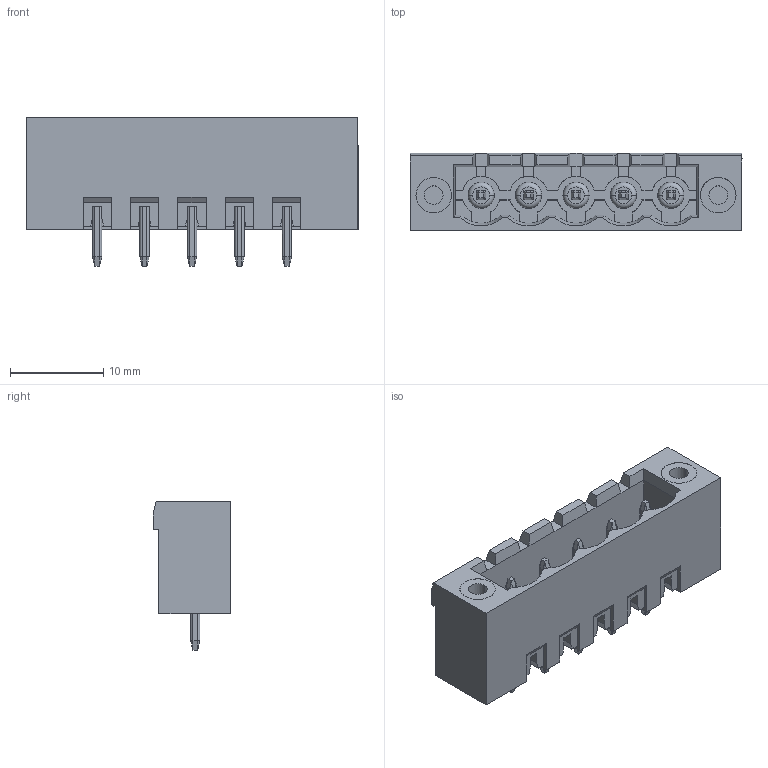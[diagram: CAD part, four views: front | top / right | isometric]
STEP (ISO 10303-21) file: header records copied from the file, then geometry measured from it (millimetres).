
FILE_DESCRIPTION(('CATIA V5 STEP Exchange','CAx-IF Rec.Pracs.--- Model Styling and Organization---1.4--- 2014-01-23'),'2;1');
FILE_NAME ('D1552248_1_2648660000_2648660000.stp','2022-11-24T12:16:42+00:00',('none'),('Weidmueller'),'CATIA Version 5-6 Release 2016 SP3 HF44','CATIA V5 STEP AP214','none');
FILE_SCHEMA(('AUTOMOTIVE_DESIGN { 1 0 10303 214 1 1 1 1 }'));
Products named in the file (1): 2648660000
Bounding box: 35.56 x 8.3 x 15.9 mm (x, y, z)
Volume: 1789.1 mm3; surface area: 3309.4 mm2
Topology: 1 solids, 1 shells, 2023 faces, 5849 edges, 3773 vertices
Faces by surface type: plane 1862, cylinder 66, cone 45, sphere 20, bspline 20, torus 10
Entity records: 67278 total; most frequent: CARTESIAN_POINT 12742, ORIENTED_EDGE 11578, DIRECTION 9678, EDGE_CURVE 5789, VECTOR 5498, LINE 5498, VERTEX_POINT 3773, AXIS2_PLACEMENT_3D 2178
